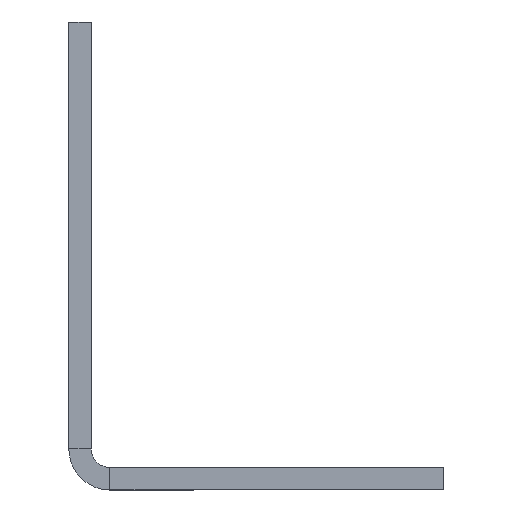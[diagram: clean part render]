
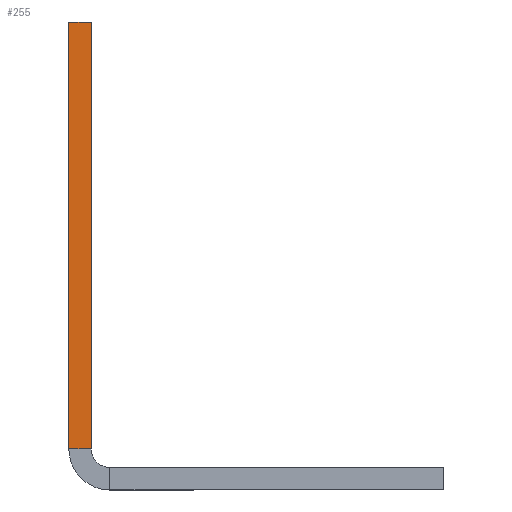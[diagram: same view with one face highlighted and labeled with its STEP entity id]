
A CAD part, left-side view. The second image highlights one B-rep face of the part: STEP entity #255.
In plain terms, the highlighted planar face has unit normal (-1, 0, 0).
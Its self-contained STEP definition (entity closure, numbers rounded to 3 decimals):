
#6 = EDGE_CURVE ( 'NONE', #134, #350, #40, .T. ) ;
#28 = CARTESIAN_POINT ( 'NONE',  ( 25.5, 18.8, 23.8 ) ) ;
#40 = LINE ( 'NONE', #170, #476 ) ;
#48 = CARTESIAN_POINT ( 'NONE',  ( 25.5, 20., 23.8 ) ) ;
#105 = DIRECTION ( 'NONE',  ( 0., 0., 1. ) ) ;
#111 = CARTESIAN_POINT ( 'NONE',  ( 25.5, 20., 0. ) ) ;
#117 = FACE_OUTER_BOUND ( 'NONE', #163, .T. ) ;
#126 = CARTESIAN_POINT ( 'NONE',  ( 25.5, 18.8, 23.8 ) ) ;
#134 = VERTEX_POINT ( 'NONE', #257 ) ;
#147 = EDGE_CURVE ( 'NONE', #134, #407, #440, .T. ) ;
#163 = EDGE_LOOP ( 'NONE', ( #185, #169, #482, #522 ) ) ;
#169 = ORIENTED_EDGE ( 'NONE', *, *, #147, .T. ) ;
#170 = CARTESIAN_POINT ( 'NONE',  ( 25.5, 18.8, 1. ) ) ;
#175 = DIRECTION ( 'NONE',  ( 0., 0., -1. ) ) ;
#185 = ORIENTED_EDGE ( 'NONE', *, *, #6, .F. ) ;
#221 = VECTOR ( 'NONE', #105, 1000. ) ;
#224 = EDGE_CURVE ( 'NONE', #408, #407, #397, .T. ) ;
#255 = ADVANCED_FACE ( 'NONE', ( #117 ), #276, .F. ) ;
#257 = CARTESIAN_POINT ( 'NONE',  ( 25.5, 18.8, 1. ) ) ;
#276 = PLANE ( 'NONE',  #311 ) ;
#306 = DIRECTION ( 'NONE',  ( 0., 1., 0. ) ) ;
#311 = AXIS2_PLACEMENT_3D ( 'NONE', #320, #439, #175 ) ;
#319 = VECTOR ( 'NONE', #416, 1000. ) ;
#320 = CARTESIAN_POINT ( 'NONE',  ( 25.5, 20., 23.8 ) ) ;
#350 = VERTEX_POINT ( 'NONE', #371 ) ;
#371 = CARTESIAN_POINT ( 'NONE',  ( 25.5, 20., 1. ) ) ;
#397 = LINE ( 'NONE', #48, #409 ) ;
#407 = VERTEX_POINT ( 'NONE', #28 ) ;
#408 = VERTEX_POINT ( 'NONE', #523 ) ;
#409 = VECTOR ( 'NONE', #432, 1000. ) ;
#416 = DIRECTION ( 'NONE',  ( 0., 0., 1. ) ) ;
#432 = DIRECTION ( 'NONE',  ( 0., -1., 0. ) ) ;
#439 = DIRECTION ( 'NONE',  ( 1., 0., 0. ) ) ;
#440 = LINE ( 'NONE', #126, #221 ) ;
#442 = LINE ( 'NONE', #111, #319 ) ;
#476 = VECTOR ( 'NONE', #306, 1000. ) ;
#482 = ORIENTED_EDGE ( 'NONE', *, *, #224, .F. ) ;
#484 = EDGE_CURVE ( 'NONE', #350, #408, #442, .T. ) ;
#522 = ORIENTED_EDGE ( 'NONE', *, *, #484, .F. ) ;
#523 = CARTESIAN_POINT ( 'NONE',  ( 25.5, 20., 23.8 ) ) ;
